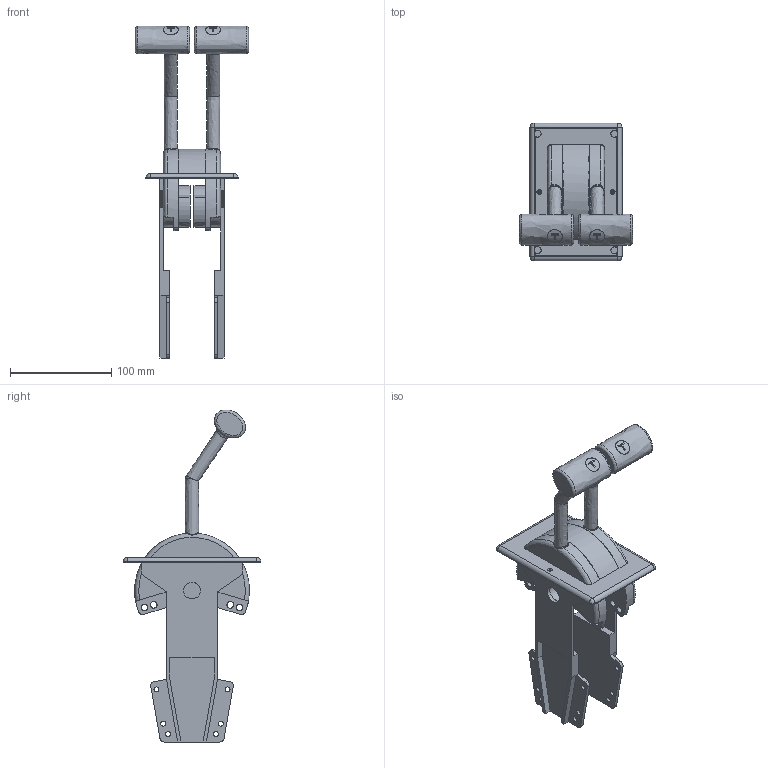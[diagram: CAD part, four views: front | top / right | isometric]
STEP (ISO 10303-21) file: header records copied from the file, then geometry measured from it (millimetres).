
FILE_DESCRIPTION(('FreeCAD Model'),'2;1');
FILE_NAME('Open CASCADE Shape Model','2025-05-03T05:17:41',('FreeCAD'),( 'FreeCAD'),'Open CASCADE STEP processor 7.6','FreeCAD','Unknown');
FILE_SCHEMA(('AUTOMOTIVE_DESIGN { 1 0 10303 214 1 1 1 1 }'));
Length unit declared in the file: millimetre
Products named in the file (1): Open CASCADE STEP translator 7.6 1
Bounding box: 112.02 x 136.24 x 328.26 mm (x, y, z)
Volume: 482775.9 mm3; surface area: 173389.1 mm2
Topology: 6 solids, 6 shells, 282 faces, 776 edges, 508 vertices
Faces by surface type: bspline 282
Entity records: 10624 total; most frequent: CARTESIAN_POINT 6162, ORIENTED_EDGE 1536, EDGE_CURVE 768, VERTEX_POINT 508, B_SPLINE_CURVE_WITH_KNOTS 488, FACE_BOUND 356, EDGE_LOOP 356, ADVANCED_FACE 282
